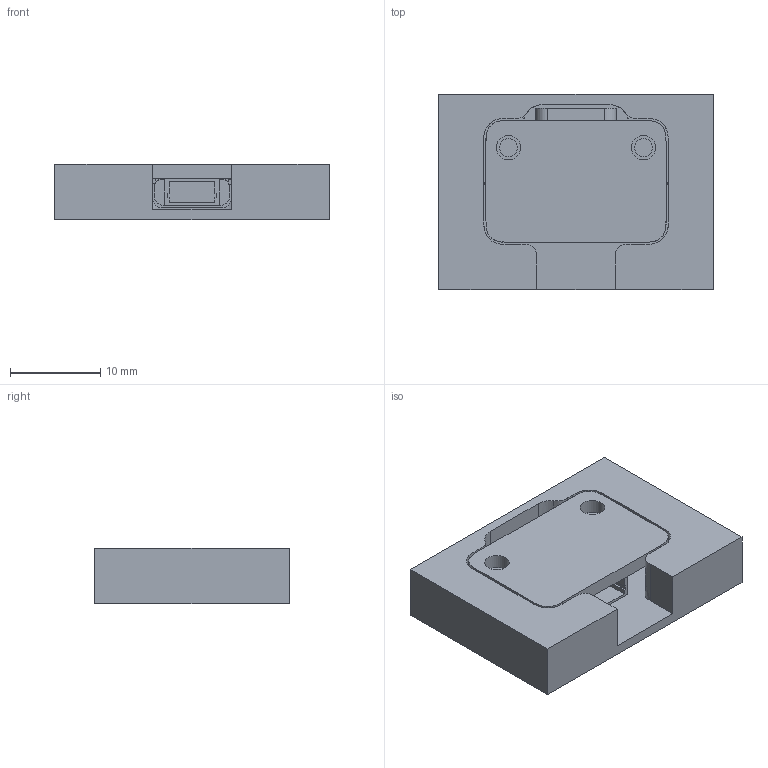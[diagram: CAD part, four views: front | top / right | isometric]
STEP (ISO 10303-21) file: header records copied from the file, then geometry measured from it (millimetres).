
FILE_DESCRIPTION(/* description */ ('KiCad electronic assembly'),/* implementation_level */ '2;1');
FILE_NAME(/* name */ 'muon-b2-3D-ref-impl.step',/* time_stamp */ '2026-01-06T08:55:41+09:00',/* author */ (''),/* organization */ (''),/* preprocessor_version */ 'ST-DEVELOPER v20.1',/* originating_system */ 'Autodesk Translation Framework v14.21.0.0',/* authorisation */ '');
FILE_SCHEMA (('AUTOMOTIVE_DESIGN { 1 0 10303 214 3 1 1 }'));
Length unit declared in the file: millimetre
Products named in the file (9): muon-3D-full 1; muon-B2-Simplified; Muon-B-2 v19; USON-10_2.5x1.0mm_P0.5mm; D_SOD-523; kicad_embedded_212A95117681C903C141F67D1C4FB8A6; kicad_embedded_A277F6F4F07CA933ADDB95E0878375A1; Fuse_0805_2012Metric; R_0603_1608Metric
Assembly tree (9 placements, depth 3):
  muon-3D-full 1
    muon-B2-Simplified
      Muon-B-2 v19
      USON-10_2.5x1.0mm_P0.5mm
      D_SOD-523
      kicad_embedded_212A95117681C903C141F67D1C4FB8A6
      kicad_embedded_A277F6F4F07CA933ADDB95E0878375A1
      Fuse_0805_2012Metric
      R_0603_1608Metric  x2
Bounding box: 30.5 x 21.65 x 6.2 mm (x, y, z)
Volume: 3056.9 mm3; surface area: 3553.5 mm2
Topology: 25 solids, 25 shells, 536 faces, 1384 edges, 906 vertices
Faces by surface type: plane 401, cylinder 109, bspline 20, cone 6
Full cylindrical faces by diameter (mm): 0.2 x1, 0.5 x2, 2 x2, 2.7 x2
Entity records: 16856 total; most frequent: CARTESIAN_POINT 3796, ORIENTED_EDGE 2632, DIRECTION 2512, EDGE_CURVE 1316, LINE 1058, VECTOR 1058, VERTEX_POINT 862, AXIS2_PLACEMENT_3D 727
